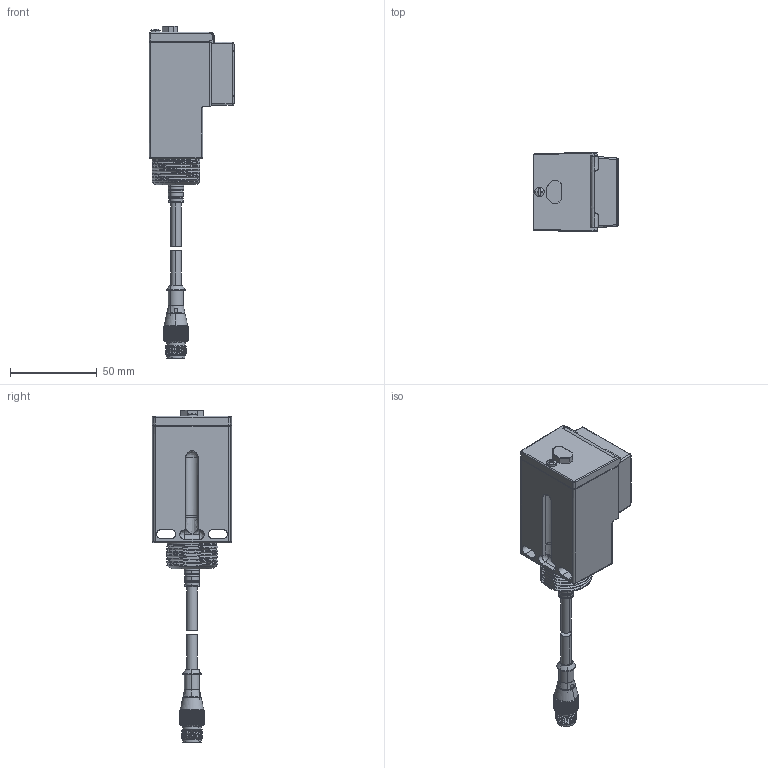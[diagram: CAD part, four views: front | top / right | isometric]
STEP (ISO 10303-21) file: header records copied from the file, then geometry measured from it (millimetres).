
FILE_DESCRIPTION( ('This file contains a STEP AP42 implementation' ,'as created by ZW3D STEP Interface translator.') ,'2;1' );
FILE_NAME( 'RP74-DXXXXX-CYXP4UE.stp' ,'21 113.163810', (''), ('ZWCAD Software Co.'), 'Version 1.0', 'ZW3D to STEP translator', '' );
FILE_SCHEMA(('AUTOMOTIVE_DESIGN'));
Length unit declared in the file: millimetre
Products named in the file (2): 0; RP74-DXXXXX-CYXP4UE
Bounding box: 49.6 x 46.04 x 191.73 mm (x, y, z)
Volume: 134594.9 mm3; surface area: 28476.1 mm2
Topology: 5 solids, 15 shells, 4161 faces, 8781 edges, 4652 vertices
Faces by surface type: bspline 4161
Entity records: 249800 total; most frequent: CARTESIAN_POINT 190715, ORIENTED_EDGE 17372, EDGE_CURVE 8770, B_SPLINE_CURVE_WITH_KNOTS 8354, VERTEX_POINT 4652, EDGE_LOOP 4192, FACE_OUTER_BOUND 4161, ADVANCED_FACE 4161
